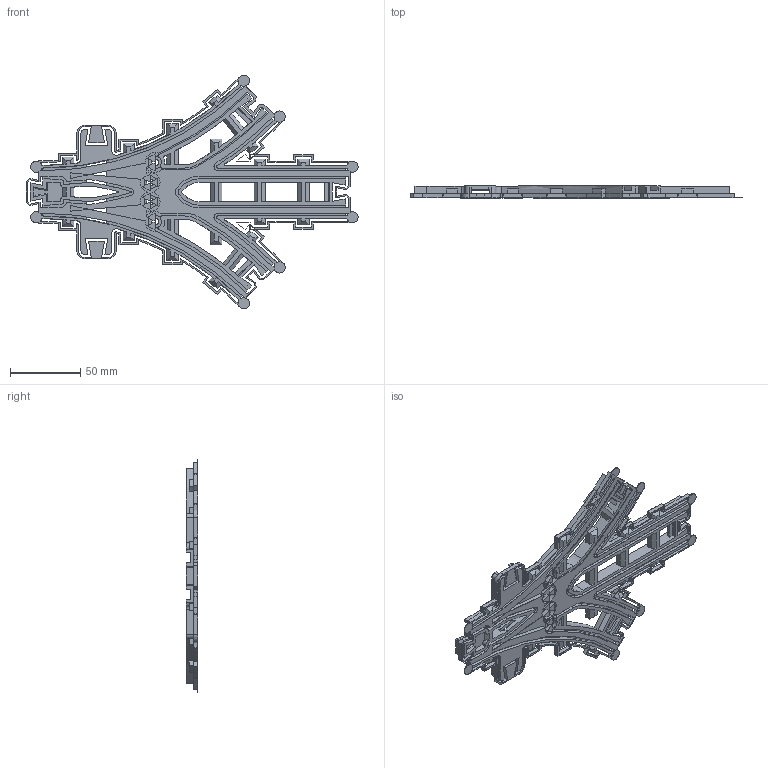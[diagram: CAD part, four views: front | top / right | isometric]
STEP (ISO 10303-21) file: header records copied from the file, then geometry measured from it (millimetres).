
FILE_DESCRIPTION(/* description */ (''),/* implementation_level */ '2;1');
FILE_NAME(/* name */ 'RR_ThreeWay_SB_C.stp',/* time_stamp */ '2025-03-16T00:45:00+09:00',/* author */ ('kumagai'),/* organization */ (''),/* preprocessor_version */ 'ST-DEVELOPER v20',/* originating_system */ 'Autodesk Inventor 2025',/* authorisation */ '');
FILE_SCHEMA (('AUTOMOTIVE_DESIGN { 1 0 10303 214 3 1 1 }'));
Length unit declared in the file: millimetre
Products named in the file (1): RR_ThreeWay_SB_C
Bounding box: 235.66 x 8.4 x 166.01 mm (x, y, z)
Volume: 60619.1 mm3; surface area: 78227.3 mm2
Topology: 11 solids, 11 shells, 1360 faces, 3907 edges, 2570 vertices
Faces by surface type: plane 1045, cylinder 315
Full cylindrical faces by diameter (mm): 5 x4
Entity records: 44662 total; most frequent: CARTESIAN_POINT 7838, ORIENTED_EDGE 7814, DIRECTION 7500, EDGE_CURVE 3907, LINE 3036, VECTOR 3036, VERTEX_POINT 2570, AXIS2_PLACEMENT_3D 2232
